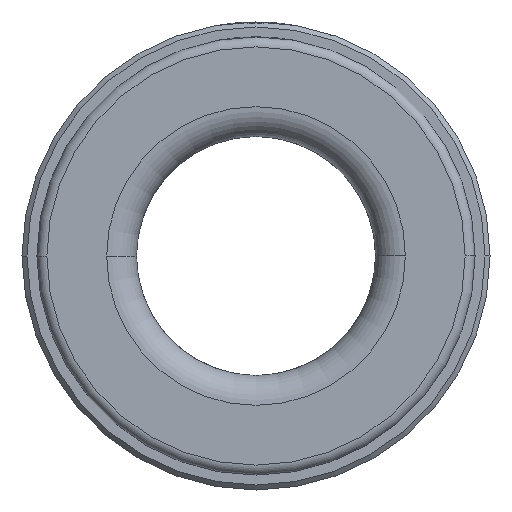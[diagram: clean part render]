
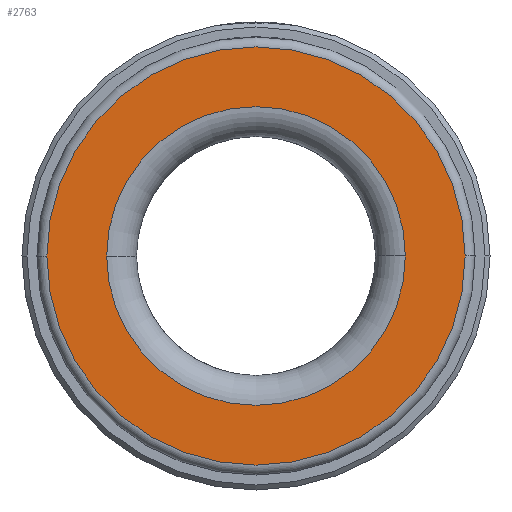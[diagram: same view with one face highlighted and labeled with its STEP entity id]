
A CAD part, front view. The second image highlights one B-rep face of the part: STEP entity #2763.
In plain terms, the highlighted planar face has unit normal (0, -1, 0).
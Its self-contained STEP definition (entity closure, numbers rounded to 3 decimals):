
#324 = PLANE ( 'NONE',  #5102 ) ;
#556 = ORIENTED_EDGE ( 'NONE', *, *, #6258, .T. ) ;
#655 = CIRCLE ( 'NONE', #6472, 15. ) ;
#826 = VERTEX_POINT ( 'NONE', #5220 ) ;
#913 = CARTESIAN_POINT ( 'NONE',  ( 0., -35., 0. ) ) ;
#918 = CIRCLE ( 'NONE', #3825, 21. ) ;
#1507 = DIRECTION ( 'NONE',  ( 0., 1., 0. ) ) ;
#1653 = CARTESIAN_POINT ( 'NONE',  ( -21., -35., 0. ) ) ;
#1856 = DIRECTION ( 'NONE',  ( 0., 1., 0. ) ) ;
#1910 = CARTESIAN_POINT ( 'NONE',  ( 21., -35., 0. ) ) ;
#2381 = CARTESIAN_POINT ( 'NONE',  ( 0., -35., 0. ) ) ;
#2583 = DIRECTION ( 'NONE',  ( 0., 1., 0. ) ) ;
#2703 = FACE_OUTER_BOUND ( 'NONE', #5054, .T. ) ;
#2736 = EDGE_LOOP ( 'NONE', ( #556, #6375 ) ) ;
#2763 = ADVANCED_FACE ( 'NONE', ( #2703, #4370 ), #324, .F. ) ;
#2968 = AXIS2_PLACEMENT_3D ( 'NONE', #913, #3679, #3156 ) ;
#3114 = CARTESIAN_POINT ( 'NONE',  ( 21., -35., 0. ) ) ;
#3156 = DIRECTION ( 'NONE',  ( -1., 0., 0. ) ) ;
#3398 = VERTEX_POINT ( 'NONE', #1910 ) ;
#3611 = DIRECTION ( 'NONE',  ( -1., 0., 0. ) ) ;
#3679 = DIRECTION ( 'NONE',  ( 0., 1., 0. ) ) ;
#3786 = DIRECTION ( 'NONE',  ( 0., 1., 0. ) ) ;
#3809 = CIRCLE ( 'NONE', #2968, 15. ) ;
#3825 = AXIS2_PLACEMENT_3D ( 'NONE', #6349, #2583, #3611 ) ;
#3896 = VERTEX_POINT ( 'NONE', #1653 ) ;
#4171 = DIRECTION ( 'NONE',  ( -1., 0., 0. ) ) ;
#4366 = CIRCLE ( 'NONE', #5550, 21. ) ;
#4370 = FACE_BOUND ( 'NONE', #2736, .T. ) ;
#4753 = ORIENTED_EDGE ( 'NONE', *, *, #4756, .F. ) ;
#4756 = EDGE_CURVE ( 'NONE', #3896, #3398, #4366, .T. ) ;
#4917 = CARTESIAN_POINT ( 'NONE',  ( 0., -35., 0. ) ) ;
#5031 = VERTEX_POINT ( 'NONE', #5146 ) ;
#5054 = EDGE_LOOP ( 'NONE', ( #4753, #6895 ) ) ;
#5070 = DIRECTION ( 'NONE',  ( -1., 0., 0. ) ) ;
#5102 = AXIS2_PLACEMENT_3D ( 'NONE', #3114, #1507, #4171 ) ;
#5146 = CARTESIAN_POINT ( 'NONE',  ( -15., -35., 0. ) ) ;
#5220 = CARTESIAN_POINT ( 'NONE',  ( 15., -35., 0. ) ) ;
#5449 = DIRECTION ( 'NONE',  ( -1., 0., 0. ) ) ;
#5550 = AXIS2_PLACEMENT_3D ( 'NONE', #2381, #1856, #5070 ) ;
#6038 = EDGE_CURVE ( 'NONE', #826, #5031, #3809, .T. ) ;
#6258 = EDGE_CURVE ( 'NONE', #5031, #826, #655, .T. ) ;
#6349 = CARTESIAN_POINT ( 'NONE',  ( 0., -35., 0. ) ) ;
#6375 = ORIENTED_EDGE ( 'NONE', *, *, #6038, .T. ) ;
#6472 = AXIS2_PLACEMENT_3D ( 'NONE', #4917, #3786, #5449 ) ;
#6895 = ORIENTED_EDGE ( 'NONE', *, *, #6993, .F. ) ;
#6993 = EDGE_CURVE ( 'NONE', #3398, #3896, #918, .T. ) ;
